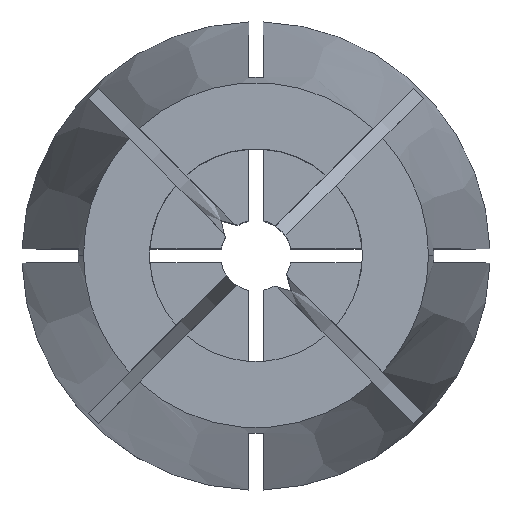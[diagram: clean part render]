
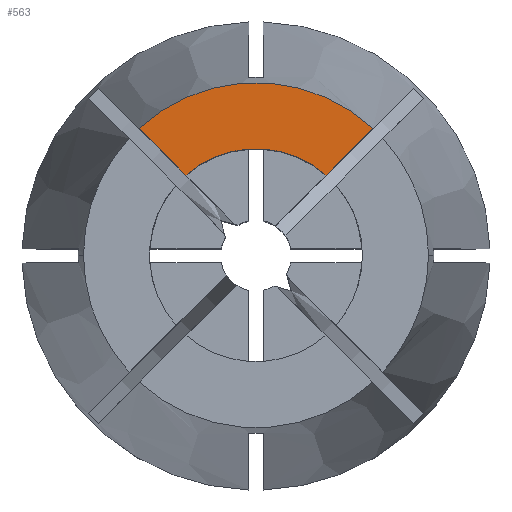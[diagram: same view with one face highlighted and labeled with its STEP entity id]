
A CAD part, top view. The second image highlights one B-rep face of the part: STEP entity #563.
In plain terms, the highlighted planar face has unit normal (0, 0, 1).
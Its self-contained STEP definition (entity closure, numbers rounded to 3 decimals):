
#21 = DIRECTION ( 'NONE',  ( 1., 0., 0. ) ) ;
#28 = CARTESIAN_POINT ( 'NONE',  ( 0., 0., 0. ) ) ;
#72 = DIRECTION ( 'NONE',  ( -1., 0., 0. ) ) ;
#244 = CARTESIAN_POINT ( 'NONE',  ( 4.938, 5.645, 0. ) ) ;
#286 = DIRECTION ( 'NONE',  ( 1., 0., 0. ) ) ;
#298 = CARTESIAN_POINT ( 'NONE',  ( 0.354, 0.354, 0. ) ) ;
#418 = VERTEX_POINT ( 'NONE', #244 ) ;
#427 = EDGE_CURVE ( 'NONE', #418, #2396, #2699, .T. ) ;
#563 = ADVANCED_FACE ( 'NONE', ( #1766 ), #878, .F. ) ;
#602 = CARTESIAN_POINT ( 'NONE',  ( -8.236, 8.943, 0. ) ) ;
#622 = EDGE_CURVE ( 'NONE', #418, #843, #1260, .T. ) ;
#690 = VECTOR ( 'NONE', #1818, 1000. ) ;
#800 = CARTESIAN_POINT ( 'NONE',  ( -0.354, 0.354, 0. ) ) ;
#820 = DIRECTION ( 'NONE',  ( 0.707, 0.707, 0. ) ) ;
#839 = ORIENTED_EDGE ( 'NONE', *, *, #427, .T. ) ;
#843 = VERTEX_POINT ( 'NONE', #2108 ) ;
#851 = CARTESIAN_POINT ( 'NONE',  ( 8.236, 8.943, 0. ) ) ;
#878 = PLANE ( 'NONE',  #1685 ) ;
#984 = DIRECTION ( 'NONE',  ( 0., 0., 1. ) ) ;
#1133 = VECTOR ( 'NONE', #820, 1000. ) ;
#1157 = EDGE_CURVE ( 'NONE', #2396, #1595, #2214, .T. ) ;
#1260 = CIRCLE ( 'NONE', #1377, 7.5 ) ;
#1306 = EDGE_CURVE ( 'NONE', #1595, #843, #1748, .T. ) ;
#1377 = AXIS2_PLACEMENT_3D ( 'NONE', #28, #2378, #21 ) ;
#1595 = VERTEX_POINT ( 'NONE', #602 ) ;
#1647 = ORIENTED_EDGE ( 'NONE', *, *, #1306, .T. ) ;
#1685 = AXIS2_PLACEMENT_3D ( 'NONE', #2609, #2166, #72 ) ;
#1748 = LINE ( 'NONE', #298, #690 ) ;
#1766 = FACE_OUTER_BOUND ( 'NONE', #2264, .T. ) ;
#1818 = DIRECTION ( 'NONE',  ( 0.707, -0.707, 0. ) ) ;
#1955 = ORIENTED_EDGE ( 'NONE', *, *, #1157, .T. ) ;
#2108 = CARTESIAN_POINT ( 'NONE',  ( -4.938, 5.645, 0. ) ) ;
#2166 = DIRECTION ( 'NONE',  ( 0., 0., -1. ) ) ;
#2214 = CIRCLE ( 'NONE', #2744, 12.158 ) ;
#2259 = ORIENTED_EDGE ( 'NONE', *, *, #622, .F. ) ;
#2264 = EDGE_LOOP ( 'NONE', ( #2259, #839, #1955, #1647 ) ) ;
#2364 = CARTESIAN_POINT ( 'NONE',  ( 0., 0., 0. ) ) ;
#2378 = DIRECTION ( 'NONE',  ( 0., 0., 1. ) ) ;
#2396 = VERTEX_POINT ( 'NONE', #851 ) ;
#2609 = CARTESIAN_POINT ( 'NONE',  ( 0., 0., 0. ) ) ;
#2699 = LINE ( 'NONE', #800, #1133 ) ;
#2744 = AXIS2_PLACEMENT_3D ( 'NONE', #2364, #984, #286 ) ;
